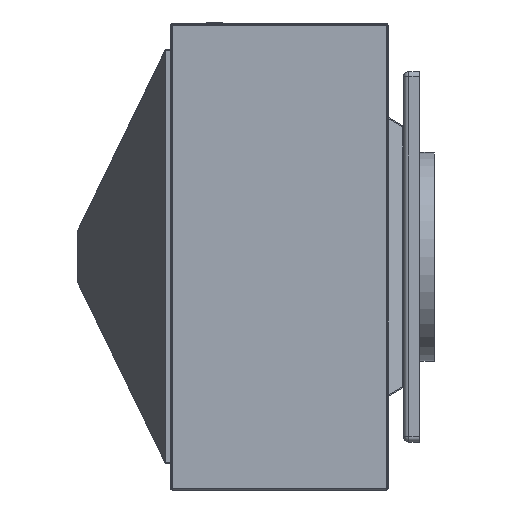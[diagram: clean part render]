
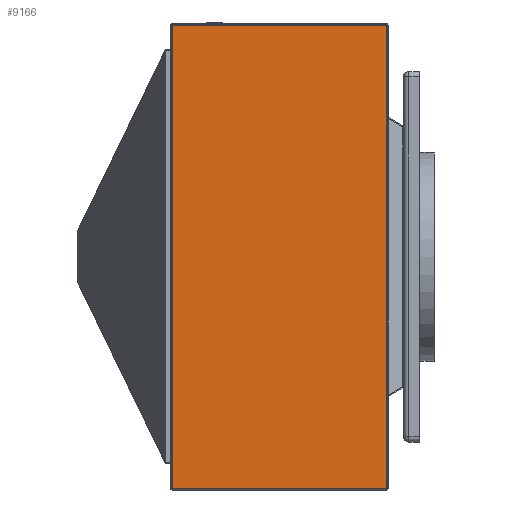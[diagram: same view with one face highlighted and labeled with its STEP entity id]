
A CAD part, left-side view. The second image highlights one B-rep face of the part: STEP entity #9166.
In plain terms, the highlighted planar face has unit normal (-1, 0, 0).
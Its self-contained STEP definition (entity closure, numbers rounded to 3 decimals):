
#6332 = AXIS2_PLACEMENT_3D ( 'NONE', #6396, #6395, #6394 ) ;
#6333 = FACE_OUTER_BOUND ( 'NONE', #9113, .T. ) ;
#6337 = PLANE ( 'NONE',  #6332 ) ;
#6375 = DIRECTION ( 'NONE',  ( 0., 1., 0. ) ) ;
#6376 = VECTOR ( 'NONE', #6375, 1000. ) ;
#6377 = CARTESIAN_POINT ( 'NONE',  ( -447., 476.667, 444. ) ) ;
#6378 = LINE ( 'NONE', #6377, #6376 ) ;
#6379 = CARTESIAN_POINT ( 'NONE',  ( -447., 63., 444. ) ) ;
#6380 = DIRECTION ( 'NONE',  ( 0., 0., 1. ) ) ;
#6381 = VECTOR ( 'NONE', #6380, 1000. ) ;
#6382 = CARTESIAN_POINT ( 'NONE',  ( -447., 63., -447. ) ) ;
#6383 = LINE ( 'NONE', #6382, #6381 ) ;
#6384 = CARTESIAN_POINT ( 'NONE',  ( -447., 63., -444. ) ) ;
#6385 = DIRECTION ( 'NONE',  ( 0., -1., 0. ) ) ;
#6386 = VECTOR ( 'NONE', #6385, 1000. ) ;
#6387 = CARTESIAN_POINT ( 'NONE',  ( -447., 476.667, -444. ) ) ;
#6388 = LINE ( 'NONE', #6387, #6386 ) ;
#6389 = CARTESIAN_POINT ( 'NONE',  ( -447., 473.667, -444. ) ) ;
#6390 = CARTESIAN_POINT ( 'NONE',  ( -447., 473.667, 444. ) ) ;
#6391 = DIRECTION ( 'NONE',  ( 0., 0., -1. ) ) ;
#6392 = VECTOR ( 'NONE', #6391, 1000. ) ;
#6393 = CARTESIAN_POINT ( 'NONE',  ( -447., 473.667, -447. ) ) ;
#6394 = DIRECTION ( 'NONE',  ( 0., 0., -1. ) ) ;
#6395 = DIRECTION ( 'NONE',  ( 1., 0., 0. ) ) ;
#6396 = CARTESIAN_POINT ( 'NONE',  ( -447., 476.667, -447. ) ) ;
#6397 = LINE ( 'NONE', #6393, #6392 ) ;
#9113 = EDGE_LOOP ( 'NONE', ( #9167, #9171, #9174, #9177 ) ) ;
#9166 = ADVANCED_FACE ( 'NONE', ( #6333 ), #6337, .F. ) ;
#9167 = ORIENTED_EDGE ( 'NONE', *, *, #9168, .T. ) ;
#9168 = EDGE_CURVE ( 'NONE', #9169, #9170, #6397, .T. ) ;
#9169 = VERTEX_POINT ( 'NONE', #6390 ) ;
#9170 = VERTEX_POINT ( 'NONE', #6389 ) ;
#9171 = ORIENTED_EDGE ( 'NONE', *, *, #9172, .T. ) ;
#9172 = EDGE_CURVE ( 'NONE', #9170, #9173, #6388, .T. ) ;
#9173 = VERTEX_POINT ( 'NONE', #6384 ) ;
#9174 = ORIENTED_EDGE ( 'NONE', *, *, #9175, .T. ) ;
#9175 = EDGE_CURVE ( 'NONE', #9173, #9176, #6383, .T. ) ;
#9176 = VERTEX_POINT ( 'NONE', #6379 ) ;
#9177 = ORIENTED_EDGE ( 'NONE', *, *, #9178, .T. ) ;
#9178 = EDGE_CURVE ( 'NONE', #9176, #9169, #6378, .T. ) ;
